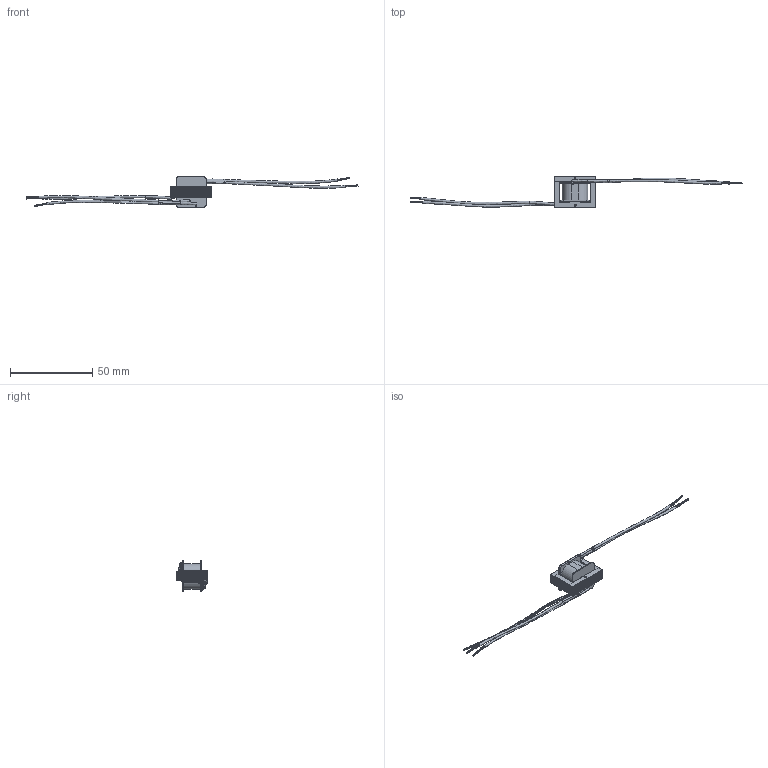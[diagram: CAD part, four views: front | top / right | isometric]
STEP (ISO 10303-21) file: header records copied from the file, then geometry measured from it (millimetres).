
FILE_DESCRIPTION(/* description */ (''),/* implementation_level */ '2;1');
FILE_NAME(/* name */ '15000-EI025-025-R01.step',/* time_stamp */ '2024-01-17T13:41:11-07:00',/* author */ (''),/* organization */ (''),/* preprocessor_version */ 'ST-DEVELOPER v20',/* originating_system */ 'Autodesk Translation Framework v12.14.0.127',/* authorisation */ '');
FILE_SCHEMA (('AUTOMOTIVE_DESIGN { 1 0 10303 214 3 1 1 }'));
Length unit declared in the file: inch
Products named in the file (6): 15000-EI025-025-R01; 20000-B025-025-00 v1; 20000-EI025 v1; 20000-EI025 Render (Ni); Winding; Lead Wire
Assembly tree (5 placements, depth 3):
  15000-EI025-025-R01
    20000-B025-025-00 v1
    20000-EI025 v1
      20000-EI025 Render (Ni)
    Winding
      Lead Wire
Bounding box: 202.12 x 19.1 x 19.05 mm (x, y, z)
Volume: 4918.5 mm3; surface area: 20205.8 mm2
Topology: 60 solids, 61 shells, 660 faces, 1577 edges, 1040 vertices
Faces by surface type: plane 458, bspline 126, cylinder 68, torus 8
Full cylindrical faces by diameter (mm): 1.191 x36, 1.524 x2
Entity records: 32585 total; most frequent: CARTESIAN_POINT 17204, ORIENTED_EDGE 3148, DIRECTION 2834, EDGE_CURVE 1577, LINE 1092, VECTOR 1092, VERTEX_POINT 1040, AXIS2_PLACEMENT_3D 871
